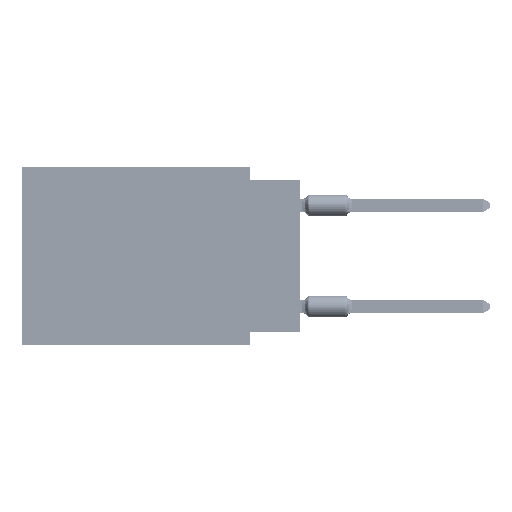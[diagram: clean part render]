
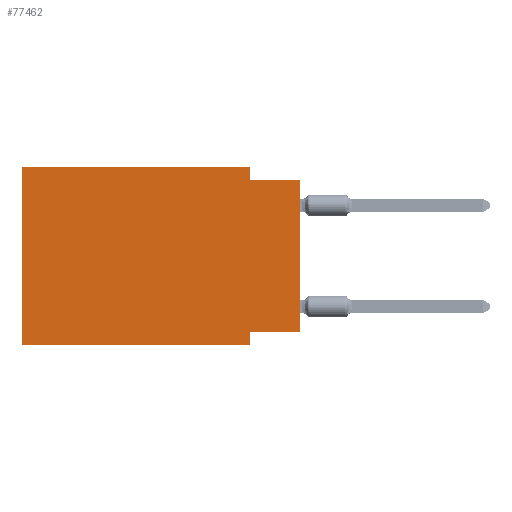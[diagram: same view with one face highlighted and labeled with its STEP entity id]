
A CAD part, left-side view. The second image highlights one B-rep face of the part: STEP entity #77462.
In plain terms, the highlighted planar face has unit normal (-1, 0, 0).
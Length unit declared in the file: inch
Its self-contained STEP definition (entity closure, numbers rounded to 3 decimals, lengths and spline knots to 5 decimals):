
#421 = VECTOR ( 'NONE', #18147, 39.37008 ) ;
#473 = CARTESIAN_POINT ( 'NONE',  ( 0., 0.55, -0.35 ) ) ;
#1362 = VECTOR ( 'NONE', #11576, 39.37008 ) ;
#2687 = VERTEX_POINT ( 'NONE', #46556 ) ;
#2740 = VERTEX_POINT ( 'NONE', #473 ) ;
#3609 = VECTOR ( 'NONE', #62114, 39.37008 ) ;
#6662 = DIRECTION ( 'NONE',  ( 0., -1., 0. ) ) ;
#7180 = EDGE_CURVE ( 'NONE', #2687, #15445, #8331, .T. ) ;
#8331 = LINE ( 'NONE', #81220, #59371 ) ;
#10910 = CARTESIAN_POINT ( 'NONE',  ( 0., 0.1, 0. ) ) ;
#10924 = CARTESIAN_POINT ( 'NONE',  ( 0., 0.55, 0. ) ) ;
#11548 = CARTESIAN_POINT ( 'NONE',  ( 0., 0.1, 0. ) ) ;
#11576 = DIRECTION ( 'NONE',  ( 0., 1., 0. ) ) ;
#12306 = VERTEX_POINT ( 'NONE', #11548 ) ;
#13484 = PLANE ( 'NONE',  #17684 ) ;
#14903 = EDGE_CURVE ( 'NONE', #2740, #28204, #19133, .T. ) ;
#15099 = DIRECTION ( 'NONE',  ( 0., -1., 0. ) ) ;
#15445 = VERTEX_POINT ( 'NONE', #49873 ) ;
#15868 = DIRECTION ( 'NONE',  ( 0., -1., 0. ) ) ;
#17055 = VECTOR ( 'NONE', #77374, 39.37008 ) ;
#17132 = VECTOR ( 'NONE', #6662, 39.37008 ) ;
#17684 = AXIS2_PLACEMENT_3D ( 'NONE', #46659, #60000, #20174 ) ;
#17808 = CARTESIAN_POINT ( 'NONE',  ( 0., 0.1, -0.325 ) ) ;
#18147 = DIRECTION ( 'NONE',  ( 0., 0., 1. ) ) ;
#18150 = VECTOR ( 'NONE', #57180, 39.37008 ) ;
#18243 = ORIENTED_EDGE ( 'NONE', *, *, #68338, .T. ) ;
#19133 = LINE ( 'NONE', #10924, #17055 ) ;
#20174 = DIRECTION ( 'NONE',  ( 0., 0., -1. ) ) ;
#20950 = ORIENTED_EDGE ( 'NONE', *, *, #14903, .F. ) ;
#26762 = FACE_OUTER_BOUND ( 'NONE', #69386, .T. ) ;
#28204 = VERTEX_POINT ( 'NONE', #33084 ) ;
#28217 = ORIENTED_EDGE ( 'NONE', *, *, #41667, .F. ) ;
#28433 = ORIENTED_EDGE ( 'NONE', *, *, #44087, .F. ) ;
#32138 = ORIENTED_EDGE ( 'NONE', *, *, #7180, .F. ) ;
#33084 = CARTESIAN_POINT ( 'NONE',  ( 0., 0.55, 0. ) ) ;
#37011 = LINE ( 'NONE', #72952, #17132 ) ;
#40165 = VERTEX_POINT ( 'NONE', #17808 ) ;
#41667 = EDGE_CURVE ( 'NONE', #84736, #40165, #52429, .T. ) ;
#44087 = EDGE_CURVE ( 'NONE', #12306, #2687, #71141, .T. ) ;
#46556 = CARTESIAN_POINT ( 'NONE',  ( 0., 0.1, -0.025 ) ) ;
#46600 = ORIENTED_EDGE ( 'NONE', *, *, #68057, .F. ) ;
#46659 = CARTESIAN_POINT ( 'NONE',  ( 0., 0.55, 0. ) ) ;
#47155 = VERTEX_POINT ( 'NONE', #56931 ) ;
#49873 = CARTESIAN_POINT ( 'NONE',  ( 0., 0., -0.025 ) ) ;
#52429 = LINE ( 'NONE', #77754, #1362 ) ;
#55440 = CARTESIAN_POINT ( 'NONE',  ( 0., 0.1, -0.35 ) ) ;
#56037 = ORIENTED_EDGE ( 'NONE', *, *, #68504, .F. ) ;
#56779 = LINE ( 'NONE', #55440, #3609 ) ;
#56931 = CARTESIAN_POINT ( 'NONE',  ( 0., 0.1, -0.35 ) ) ;
#57180 = DIRECTION ( 'NONE',  ( 0., 0., -1. ) ) ;
#59371 = VECTOR ( 'NONE', #15099, 39.37008 ) ;
#60000 = DIRECTION ( 'NONE',  ( 1., 0., 0. ) ) ;
#62114 = DIRECTION ( 'NONE',  ( 0., 0., -1. ) ) ;
#62363 = CARTESIAN_POINT ( 'NONE',  ( 0., 0.55, -0.35 ) ) ;
#64655 = CARTESIAN_POINT ( 'NONE',  ( 0., 0., 0. ) ) ;
#65072 = ORIENTED_EDGE ( 'NONE', *, *, #83235, .T. ) ;
#66908 = VECTOR ( 'NONE', #15868, 39.37008 ) ;
#68057 = EDGE_CURVE ( 'NONE', #40165, #47155, #56779, .T. ) ;
#68338 = EDGE_CURVE ( 'NONE', #84736, #15445, #69155, .T. ) ;
#68504 = EDGE_CURVE ( 'NONE', #28204, #12306, #37011, .T. ) ;
#69155 = LINE ( 'NONE', #64655, #421 ) ;
#69386 = EDGE_LOOP ( 'NONE', ( #18243, #32138, #28433, #56037, #20950, #65072, #46600, #28217 ) ) ;
#71054 = LINE ( 'NONE', #62363, #66908 ) ;
#71141 = LINE ( 'NONE', #10910, #18150 ) ;
#72952 = CARTESIAN_POINT ( 'NONE',  ( 0., 0.55, 0. ) ) ;
#77329 = CARTESIAN_POINT ( 'NONE',  ( 0., 0., -0.325 ) ) ;
#77374 = DIRECTION ( 'NONE',  ( 0., 0., 1. ) ) ;
#77462 = ADVANCED_FACE ( 'NONE', ( #26762 ), #13484, .F. ) ;
#77754 = CARTESIAN_POINT ( 'NONE',  ( 0., 0., -0.325 ) ) ;
#81220 = CARTESIAN_POINT ( 'NONE',  ( 0., 0., -0.025 ) ) ;
#83235 = EDGE_CURVE ( 'NONE', #2740, #47155, #71054, .T. ) ;
#84736 = VERTEX_POINT ( 'NONE', #77329 ) ;
